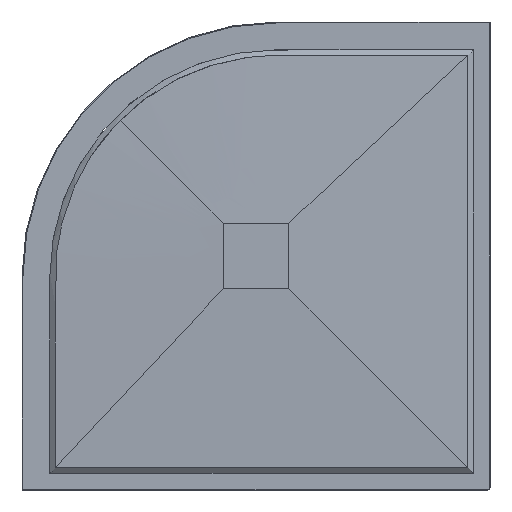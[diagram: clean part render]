
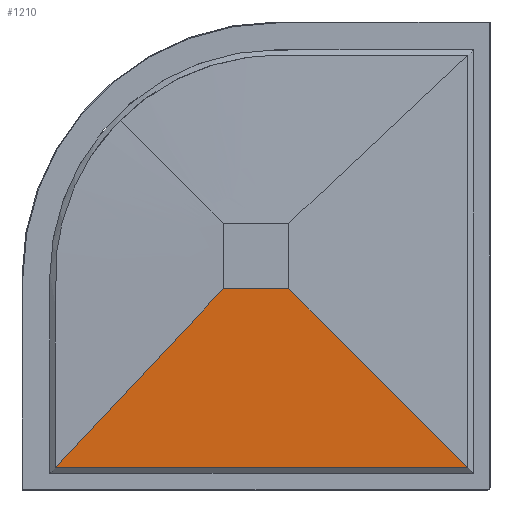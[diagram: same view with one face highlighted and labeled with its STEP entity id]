
A CAD part, front view. The second image highlights one B-rep face of the part: STEP entity #1210.
In plain terms, the highlighted planar face has unit normal (0, -0.999, -0.039).
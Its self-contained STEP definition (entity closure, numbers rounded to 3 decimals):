
#123 = DIRECTION ( 'NONE',  ( 0., -0.999, -0.039 ) ) ;
#266 = EDGE_CURVE ( 'NONE', #1777, #1443, #2948, .T. ) ;
#380 = CARTESIAN_POINT ( 'NONE',  ( -433., -8., -457. ) ) ;
#440 = CARTESIAN_POINT ( 'NONE',  ( 12., -8., -457. ) ) ;
#789 = CARTESIAN_POINT ( 'NONE',  ( 0., -23., -71. ) ) ;
#803 = ORIENTED_EDGE ( 'NONE', *, *, #3629, .T. ) ;
#829 = VECTOR ( 'NONE', #3516, 1000. ) ;
#909 = LINE ( 'NONE', #1909, #1677 ) ;
#914 = ORIENTED_EDGE ( 'NONE', *, *, #1753, .T. ) ;
#1210 = ADVANCED_FACE ( 'NONE', ( #3485 ), #3122, .T. ) ;
#1218 = CARTESIAN_POINT ( 'NONE',  ( 457., -8., -457. ) ) ;
#1443 = VERTEX_POINT ( 'NONE', #1218 ) ;
#1551 = EDGE_CURVE ( 'NONE', #1443, #3328, #2747, .T. ) ;
#1677 = VECTOR ( 'NONE', #2973, 1000. ) ;
#1753 = EDGE_CURVE ( 'NONE', #4130, #3328, #909, .T. ) ;
#1777 = VERTEX_POINT ( 'NONE', #2645 ) ;
#1908 = ORIENTED_EDGE ( 'NONE', *, *, #266, .F. ) ;
#1909 = CARTESIAN_POINT ( 'NONE',  ( -252., -15.5, -264. ) ) ;
#2163 = CARTESIAN_POINT ( 'NONE',  ( 71., -23., -71. ) ) ;
#2169 = LINE ( 'NONE', #789, #829 ) ;
#2301 = VECTOR ( 'NONE', #3017, 1000. ) ;
#2491 = ORIENTED_EDGE ( 'NONE', *, *, #1551, .F. ) ;
#2645 = CARTESIAN_POINT ( 'NONE',  ( 71., -23., -71. ) ) ;
#2709 = EDGE_LOOP ( 'NONE', ( #803, #914, #2491, #1908 ) ) ;
#2747 = LINE ( 'NONE', #440, #3842 ) ;
#2948 = LINE ( 'NONE', #3624, #2301 ) ;
#2973 = DIRECTION ( 'NONE',  ( -0.684, 0.028, -0.729 ) ) ;
#3001 = AXIS2_PLACEMENT_3D ( 'NONE', #2163, #123, #3514 ) ;
#3017 = DIRECTION ( 'NONE',  ( 0.707, 0.027, -0.707 ) ) ;
#3122 = PLANE ( 'NONE',  #3001 ) ;
#3328 = VERTEX_POINT ( 'NONE', #380 ) ;
#3485 = FACE_OUTER_BOUND ( 'NONE', #2709, .T. ) ;
#3514 = DIRECTION ( 'NONE',  ( -1., 0., 0. ) ) ;
#3516 = DIRECTION ( 'NONE',  ( -1., 0., 0. ) ) ;
#3624 = CARTESIAN_POINT ( 'NONE',  ( 264., -15.5, -264. ) ) ;
#3629 = EDGE_CURVE ( 'NONE', #1777, #4130, #2169, .T. ) ;
#3842 = VECTOR ( 'NONE', #4080, 1000. ) ;
#4080 = DIRECTION ( 'NONE',  ( -1., 0., 0. ) ) ;
#4130 = VERTEX_POINT ( 'NONE', #4148 ) ;
#4148 = CARTESIAN_POINT ( 'NONE',  ( -71., -23., -71. ) ) ;
